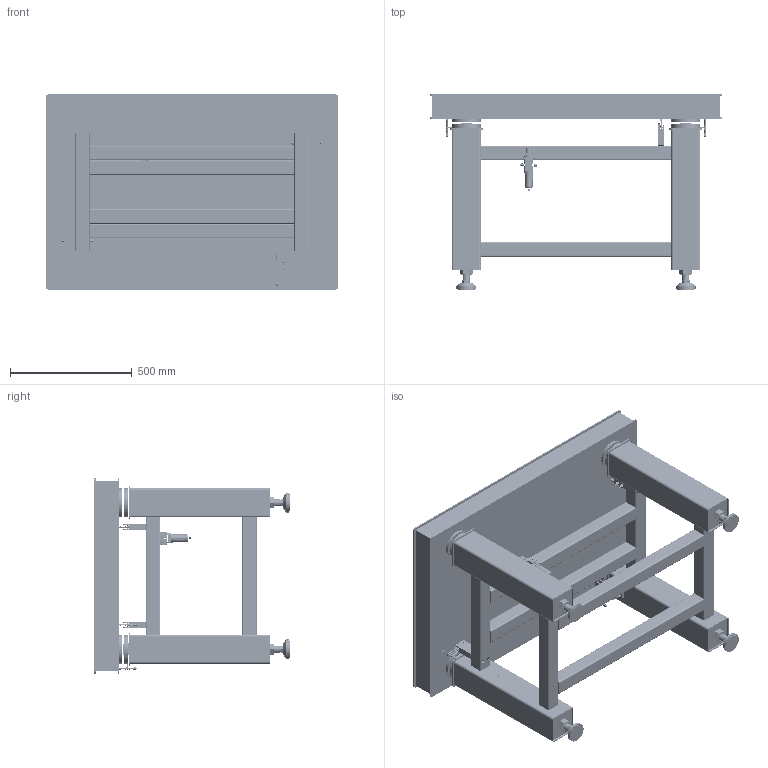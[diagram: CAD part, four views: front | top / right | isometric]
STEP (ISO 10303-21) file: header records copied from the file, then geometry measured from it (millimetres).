
FILE_DESCRIPTION (( 'STEP AP203' ), '1' );
FILE_NAME ('ZTPxx-xx 气浮隔振光学平台（台面100mm厚）.STEP', '2019-05-09T07:58:44', ( 'User' ), ( 'User' ), 'SwSTEP 2.0', 'SolidWorks 2016', '' );
FILE_SCHEMA (( 'CONFIG_CONTROL_DESIGN' ));
Products named in the file (1): ZTPxx-xx  气浮隔振光学平台（台面100mm厚）
Bounding box: 1200 x 800 x 800 mm (x, y, z)
Surface area: 7975474.8 mm2 (no closed solid volume)
Topology: 0 solids, 205 shells, 3537 faces, 11573 edges, 8172 vertices
Faces by surface type: cylinder 2983, plane 460, cone 70, bspline 14, sphere 6, torus 4
Entity records: 139979 total; most frequent: CARTESIAN_POINT 28037, DIRECTION 24844, ORIENTED_EDGE 20871, EDGE_CURVE 11561, AXIS2_PLACEMENT_3D 10212, VERTEX_POINT 8166, CIRCLE 6688, EDGE_LOOP 6493
